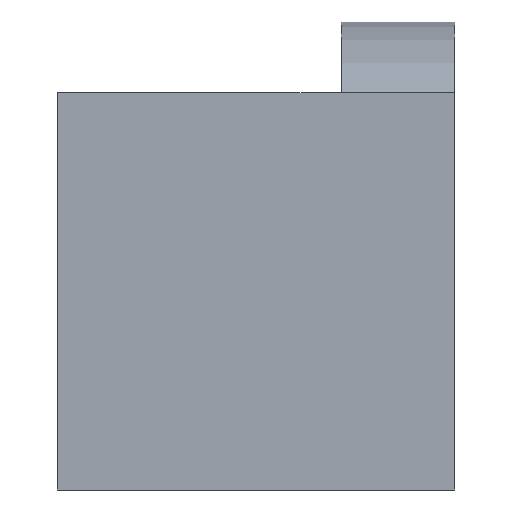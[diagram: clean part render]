
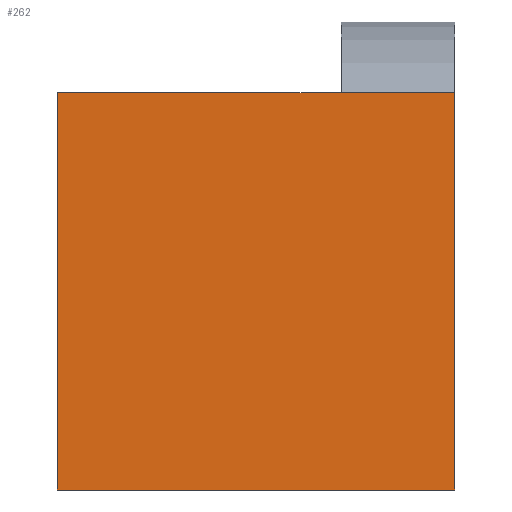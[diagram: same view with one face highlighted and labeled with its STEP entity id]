
A CAD part, front view. The second image highlights one B-rep face of the part: STEP entity #262.
In plain terms, the highlighted planar face has unit normal (0, -1, 0).
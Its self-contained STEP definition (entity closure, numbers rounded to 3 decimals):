
#9=DIRECTION('',(1.,0.,0.));
#10=VECTOR('',#9,28.);
#11=CARTESIAN_POINT('',(-14.,-14.,12.));
#12=LINE('',#11,#10);
#25=DIRECTION('',(0.,0.,1.));
#26=VECTOR('',#25,28.);
#27=CARTESIAN_POINT('',(14.,-14.,12.));
#28=LINE('',#27,#26);
#34=DIRECTION('',(1.,0.,0.));
#35=VECTOR('',#34,8.);
#36=CARTESIAN_POINT('',(6.,-14.,40.));
#37=LINE('',#36,#35);
#38=DIRECTION('',(0.,0.,1.));
#39=VECTOR('',#38,28.);
#40=CARTESIAN_POINT('',(-14.,-14.,12.));
#41=LINE('',#40,#39);
#50=DIRECTION('',(1.,0.,0.));
#51=VECTOR('',#50,20.);
#52=CARTESIAN_POINT('',(-14.,-14.,40.));
#53=LINE('',#52,#51);
#147=CARTESIAN_POINT('',(-14.,-14.,12.));
#148=VERTEX_POINT('',#147);
#149=CARTESIAN_POINT('',(14.,-14.,12.));
#150=VERTEX_POINT('',#149);
#152=CARTESIAN_POINT('',(-14.,-14.,40.));
#154=VERTEX_POINT('',#152);
#155=CARTESIAN_POINT('',(6.,-14.,40.));
#157=VERTEX_POINT('',#155);
#161=CARTESIAN_POINT('',(14.,-14.,40.));
#162=VERTEX_POINT('',#161);
#248=CARTESIAN_POINT('',(-14.,-14.,12.));
#249=DIRECTION('',(0.,-1.,0.));
#250=DIRECTION('',(1.,0.,0.));
#251=AXIS2_PLACEMENT_3D('',#248,#249,#250);
#252=PLANE('',#251);
#253=ORIENTED_EDGE('',*,*,#228,.T.);
#254=ORIENTED_EDGE('',*,*,#240,.F.);
#255=ORIENTED_EDGE('',*,*,#196,.F.);
#257=ORIENTED_EDGE('',*,*,#256,.T.);
#259=ORIENTED_EDGE('',*,*,#258,.T.);
#260=EDGE_LOOP('',(#253,#254,#255,#257,#259));
#261=FACE_OUTER_BOUND('',#260,.F.);
#262=ADVANCED_FACE('',(#261),#252,.T.);
#196=EDGE_CURVE('',#148,#150,#12,.T.);
#228=EDGE_CURVE('',#157,#162,#37,.T.);
#240=EDGE_CURVE('',#150,#162,#28,.T.);
#256=EDGE_CURVE('',#148,#154,#41,.T.);
#258=EDGE_CURVE('',#154,#157,#53,.T.);
